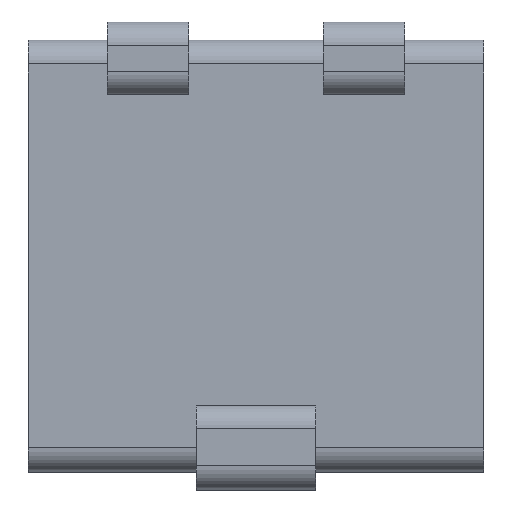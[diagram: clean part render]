
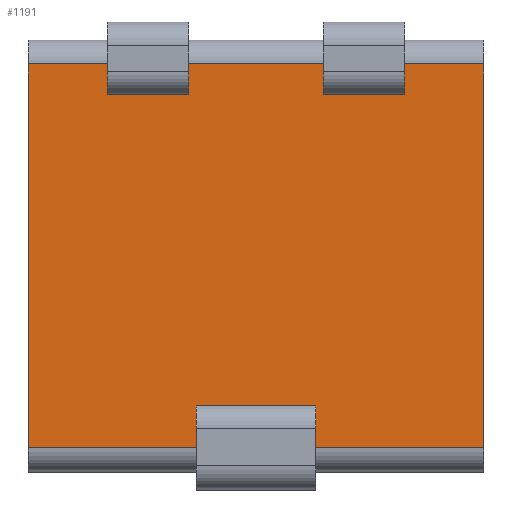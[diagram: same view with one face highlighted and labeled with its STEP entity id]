
A CAD part, top view. The second image highlights one B-rep face of the part: STEP entity #1191.
In plain terms, the highlighted planar face has unit normal (0, 0, 1).
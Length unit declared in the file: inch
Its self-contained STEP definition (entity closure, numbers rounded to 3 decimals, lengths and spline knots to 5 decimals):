
#182=DIRECTION('',(1.,0.,0.));
#183=VECTOR('',#182,0.19);
#184=CARTESIAN_POINT('',(-0.107,0.08,0.));
#185=LINE('',#184,#183);
#186=DIRECTION('',(0.,-1.,0.));
#187=VECTOR('',#186,0.16);
#188=CARTESIAN_POINT('',(0.083,0.08,0.));
#189=LINE('',#188,#187);
#190=DIRECTION('',(0.,1.,0.));
#191=VECTOR('',#190,0.16);
#192=CARTESIAN_POINT('',(-0.107,-0.08,0.));
#193=LINE('',#192,#191);
#194=DIRECTION('',(1.,0.,0.));
#195=VECTOR('',#194,0.034);
#196=CARTESIAN_POINT('',(-0.074,0.06746,0.));
#197=LINE('',#196,#195);
#198=DIRECTION('',(0.,-1.,0.));
#199=VECTOR('',#198,0.00554);
#200=CARTESIAN_POINT('',(-0.04,0.073,0.));
#201=LINE('',#200,#199);
#202=DIRECTION('',(1.,0.,0.));
#203=VECTOR('',#202,0.034);
#204=CARTESIAN_POINT('',(-0.074,0.073,0.));
#205=LINE('',#204,#203);
#206=DIRECTION('',(0.,1.,0.));
#207=VECTOR('',#206,0.00554);
#208=CARTESIAN_POINT('',(-0.074,0.06746,0.));
#209=LINE('',#208,#207);
#210=DIRECTION('',(1.,0.,0.));
#211=VECTOR('',#210,0.034);
#212=CARTESIAN_POINT('',(0.016,0.06746,0.));
#213=LINE('',#212,#211);
#214=DIRECTION('',(0.,-1.,0.));
#215=VECTOR('',#214,0.00554);
#216=CARTESIAN_POINT('',(0.05,0.073,0.));
#217=LINE('',#216,#215);
#218=DIRECTION('',(1.,0.,0.));
#219=VECTOR('',#218,0.034);
#220=CARTESIAN_POINT('',(0.016,0.073,0.));
#221=LINE('',#220,#219);
#222=DIRECTION('',(0.,1.,0.));
#223=VECTOR('',#222,0.00554);
#224=CARTESIAN_POINT('',(0.016,0.06746,0.));
#225=LINE('',#224,#223);
#226=DIRECTION('',(-1.,0.,0.));
#227=VECTOR('',#226,0.05);
#228=CARTESIAN_POINT('',(0.013,-0.06246,0.));
#229=LINE('',#228,#227);
#230=DIRECTION('',(0.,1.,0.));
#231=VECTOR('',#230,0.00554);
#232=CARTESIAN_POINT('',(-0.037,-0.068,0.));
#233=LINE('',#232,#231);
#234=DIRECTION('',(-1.,0.,0.));
#235=VECTOR('',#234,0.05);
#236=CARTESIAN_POINT('',(0.013,-0.068,0.));
#237=LINE('',#236,#235);
#238=DIRECTION('',(0.,-1.,0.));
#239=VECTOR('',#238,0.00554);
#240=CARTESIAN_POINT('',(0.013,-0.06246,0.));
#241=LINE('',#240,#239);
#260=DIRECTION('',(-1.,0.,0.));
#261=VECTOR('',#260,0.19);
#262=CARTESIAN_POINT('',(0.083,-0.08,0.));
#263=LINE('',#262,#261);
#718=CARTESIAN_POINT('',(-0.107,0.08,0.));
#719=VERTEX_POINT('',#718);
#720=CARTESIAN_POINT('',(0.083,0.08,0.));
#721=VERTEX_POINT('',#720);
#722=CARTESIAN_POINT('',(0.083,-0.08,0.));
#723=CARTESIAN_POINT('',(-0.107,-0.08,0.));
#724=VERTEX_POINT('',#722);
#725=VERTEX_POINT('',#723);
#860=CARTESIAN_POINT('',(-0.074,0.06746,0.));
#861=CARTESIAN_POINT('',(-0.04,0.06746,0.));
#862=VERTEX_POINT('',#860);
#863=VERTEX_POINT('',#861);
#864=CARTESIAN_POINT('',(0.016,0.06746,0.));
#865=CARTESIAN_POINT('',(0.05,0.06746,0.));
#866=VERTEX_POINT('',#864);
#867=VERTEX_POINT('',#865);
#868=CARTESIAN_POINT('',(0.016,0.073,0.));
#869=VERTEX_POINT('',#868);
#870=CARTESIAN_POINT('',(0.05,0.073,0.));
#871=VERTEX_POINT('',#870);
#872=CARTESIAN_POINT('',(-0.074,0.073,0.));
#873=VERTEX_POINT('',#872);
#874=CARTESIAN_POINT('',(-0.04,0.073,0.));
#875=VERTEX_POINT('',#874);
#876=CARTESIAN_POINT('',(0.013,-0.06246,0.));
#877=CARTESIAN_POINT('',(-0.037,-0.06246,0.));
#878=VERTEX_POINT('',#876);
#879=VERTEX_POINT('',#877);
#880=CARTESIAN_POINT('',(0.013,-0.068,0.));
#881=VERTEX_POINT('',#880);
#882=CARTESIAN_POINT('',(-0.037,-0.068,0.));
#883=VERTEX_POINT('',#882);
#1147=CARTESIAN_POINT('',(0.,0.,0.));
#1148=DIRECTION('',(0.,0.,-1.));
#1149=DIRECTION('',(-1.,0.,0.));
#1150=AXIS2_PLACEMENT_3D('',#1147,#1148,#1149);
#1151=PLANE('',#1150);
#1153=ORIENTED_EDGE('',*,*,#1152,.T.);
#1155=ORIENTED_EDGE('',*,*,#1154,.T.);
#1157=ORIENTED_EDGE('',*,*,#1156,.T.);
#1159=ORIENTED_EDGE('',*,*,#1158,.T.);
#1160=EDGE_LOOP('',(#1153,#1155,#1157,#1159));
#1161=FACE_OUTER_BOUND('',#1160,.F.);
#1163=ORIENTED_EDGE('',*,*,#1162,.T.);
#1165=ORIENTED_EDGE('',*,*,#1164,.F.);
#1167=ORIENTED_EDGE('',*,*,#1166,.F.);
#1169=ORIENTED_EDGE('',*,*,#1168,.F.);
#1170=EDGE_LOOP('',(#1163,#1165,#1167,#1169));
#1171=FACE_BOUND('',#1170,.F.);
#1173=ORIENTED_EDGE('',*,*,#1172,.T.);
#1175=ORIENTED_EDGE('',*,*,#1174,.F.);
#1177=ORIENTED_EDGE('',*,*,#1176,.F.);
#1179=ORIENTED_EDGE('',*,*,#1178,.F.);
#1180=EDGE_LOOP('',(#1173,#1175,#1177,#1179));
#1181=FACE_BOUND('',#1180,.F.);
#1183=ORIENTED_EDGE('',*,*,#1182,.T.);
#1184=ORIENTED_EDGE('',*,*,#1137,.F.);
#1186=ORIENTED_EDGE('',*,*,#1185,.F.);
#1188=ORIENTED_EDGE('',*,*,#1187,.F.);
#1189=EDGE_LOOP('',(#1183,#1184,#1186,#1188));
#1190=FACE_BOUND('',#1189,.F.);
#1137=EDGE_CURVE('',#883,#879,#233,.T.);
#1152=EDGE_CURVE('',#719,#721,#185,.T.);
#1154=EDGE_CURVE('',#721,#724,#189,.T.);
#1156=EDGE_CURVE('',#724,#725,#263,.T.);
#1158=EDGE_CURVE('',#725,#719,#193,.T.);
#1162=EDGE_CURVE('',#862,#863,#197,.T.);
#1164=EDGE_CURVE('',#875,#863,#201,.T.);
#1166=EDGE_CURVE('',#873,#875,#205,.T.);
#1168=EDGE_CURVE('',#862,#873,#209,.T.);
#1172=EDGE_CURVE('',#866,#867,#213,.T.);
#1174=EDGE_CURVE('',#871,#867,#217,.T.);
#1176=EDGE_CURVE('',#869,#871,#221,.T.);
#1178=EDGE_CURVE('',#866,#869,#225,.T.);
#1182=EDGE_CURVE('',#878,#879,#229,.T.);
#1185=EDGE_CURVE('',#881,#883,#237,.T.);
#1187=EDGE_CURVE('',#878,#881,#241,.T.);
#1191=ADVANCED_FACE('',(#1161,#1171,#1181,#1190),#1151,.F.);
